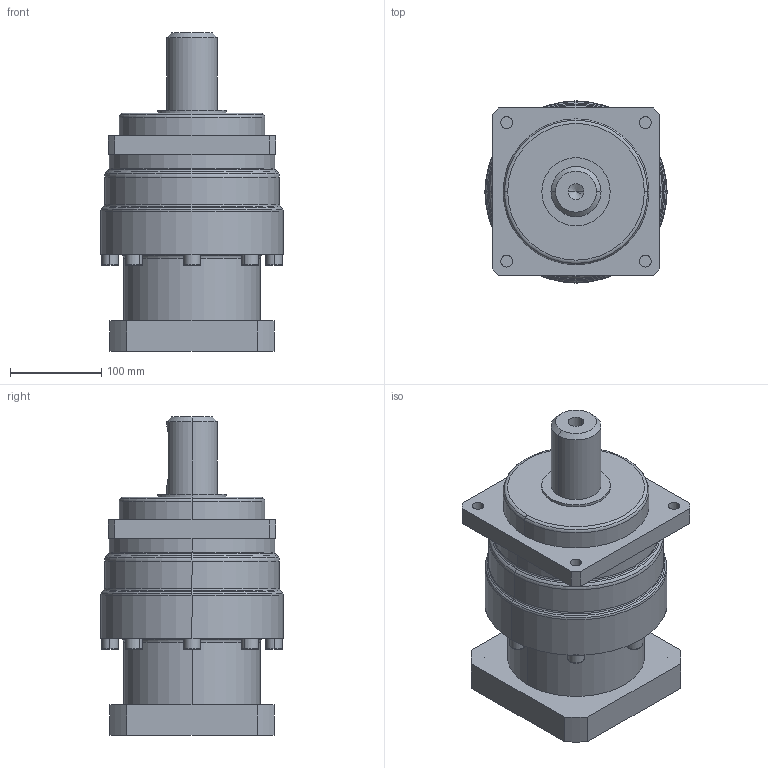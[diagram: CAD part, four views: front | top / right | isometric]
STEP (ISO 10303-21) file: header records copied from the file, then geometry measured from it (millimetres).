
FILE_DESCRIPTION((''),'2;1');
FILE_NAME('VRS180-L1-S2','2022-06-14T15:25:36',('Administrator'),(''),'CREO PARAMETRIC BY PTC INC, 2019010','CREO PARAMETRIC BY PTC INC, 2019010','');
FILE_SCHEMA(('CONFIG_CONTROL_DESIGN'));
Length unit declared in the file: millimetre
Products named in the file (1): VRS180-L1-S2
Bounding box: 200 x 200 x 349 mm (x, y, z)
Volume: 6277289.2 mm3; surface area: 348059.1 mm2
Topology: 1 solids, 1 shells, 337 faces, 798 edges, 503 vertices
Faces by surface type: plane 149, cylinder 92, torus 80, cone 16
Entity records: 9812 total; most frequent: DIRECTION 1824, CARTESIAN_POINT 1710, ORIENTED_EDGE 1576, EDGE_CURVE 788, AXIS2_PLACEMENT_3D 711, VERTEX_POINT 503, VECTOR 402, LINE 402
